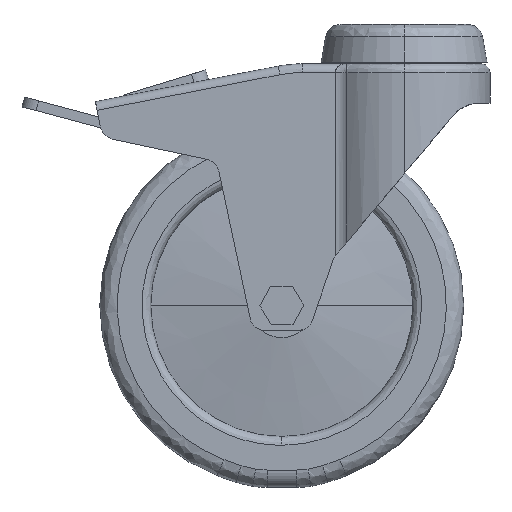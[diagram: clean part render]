
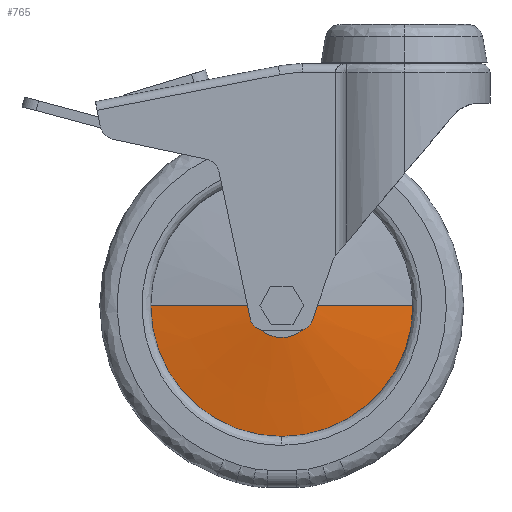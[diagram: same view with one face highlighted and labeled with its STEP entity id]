
A CAD part, left-side view. The second image highlights one B-rep face of the part: STEP entity #765.
In plain terms, the highlighted conical face has half-angle 81.964 degrees and reference radius 45 mm.
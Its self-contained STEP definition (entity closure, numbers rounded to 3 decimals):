
#68 = CARTESIAN_POINT ( 'NONE',  ( -12.7, -3., 62.5 ) ) ;
#180 = CARTESIAN_POINT ( 'NONE',  ( -12.7, 87., 62.5 ) ) ;
#736 = ORIENTED_EDGE ( 'NONE', *, *, #6099, .T. ) ;
#765 = ADVANCED_FACE ( 'NONE', ( #2986 ), #4854, .T. ) ;
#1051 = DIRECTION ( 'NONE',  ( 0., 1., 0. ) ) ;
#1163 = ORIENTED_EDGE ( 'NONE', *, *, #4666, .F. ) ;
#1338 = VERTEX_POINT ( 'NONE', #180 ) ;
#1358 = VERTEX_POINT ( 'NONE', #4903 ) ;
#1823 = CARTESIAN_POINT ( 'NONE',  ( -17.5, 42., 62.5 ) ) ;
#1843 = LINE ( 'NONE', #8015, #7683 ) ;
#1909 = AXIS2_PLACEMENT_3D ( 'NONE', #7673, #4247, #4344 ) ;
#2676 = CARTESIAN_POINT ( 'NONE',  ( -12.7, -3., 62.5 ) ) ;
#2986 = FACE_OUTER_BOUND ( 'NONE', #6469, .T. ) ;
#3120 = VECTOR ( 'NONE', #4776, 1000. ) ;
#3426 = LINE ( 'NONE', #68, #3120 ) ;
#3448 = EDGE_CURVE ( 'NONE', #1358, #4453, #3426, .T. ) ;
#3484 = CARTESIAN_POINT ( 'NONE',  ( -17.5, 53., 62.5 ) ) ;
#3847 = AXIS2_PLACEMENT_3D ( 'NONE', #5814, #4528, #7100 ) ;
#4247 = DIRECTION ( 'NONE',  ( 1., 0., 0. ) ) ;
#4283 = VERTEX_POINT ( 'NONE', #3484 ) ;
#4344 = DIRECTION ( 'NONE',  ( 0., 1., 0. ) ) ;
#4453 = VERTEX_POINT ( 'NONE', #2676 ) ;
#4515 = CIRCLE ( 'NONE', #5353, 11. ) ;
#4528 = DIRECTION ( 'NONE',  ( -1., 0., 0. ) ) ;
#4538 = CIRCLE ( 'NONE', #3847, 45. ) ;
#4584 = DIRECTION ( 'NONE',  ( 0.14, 0.99, 0. ) ) ;
#4666 = EDGE_CURVE ( 'NONE', #4283, #1358, #4515, .T. ) ;
#4776 = DIRECTION ( 'NONE',  ( 0.14, -0.99, 0. ) ) ;
#4854 = CONICAL_SURFACE ( 'NONE', #1909, 45., 1.431 ) ;
#4903 = CARTESIAN_POINT ( 'NONE',  ( -17.5, 31., 62.5 ) ) ;
#5353 = AXIS2_PLACEMENT_3D ( 'NONE', #1823, #6386, #1051 ) ;
#5406 = ORIENTED_EDGE ( 'NONE', *, *, #5992, .T. ) ;
#5804 = ORIENTED_EDGE ( 'NONE', *, *, #3448, .F. ) ;
#5814 = CARTESIAN_POINT ( 'NONE',  ( -12.7, 42., 62.5 ) ) ;
#5992 = EDGE_CURVE ( 'NONE', #1338, #4453, #4538, .T. ) ;
#6099 = EDGE_CURVE ( 'NONE', #4283, #1338, #1843, .T. ) ;
#6386 = DIRECTION ( 'NONE',  ( -1., 0., 0. ) ) ;
#6469 = EDGE_LOOP ( 'NONE', ( #5804, #1163, #736, #5406 ) ) ;
#7100 = DIRECTION ( 'NONE',  ( 0., 0., 1. ) ) ;
#7673 = CARTESIAN_POINT ( 'NONE',  ( -12.7, 42., 62.5 ) ) ;
#7683 = VECTOR ( 'NONE', #4584, 1000. ) ;
#8015 = CARTESIAN_POINT ( 'NONE',  ( -12.7, 87., 62.5 ) ) ;
